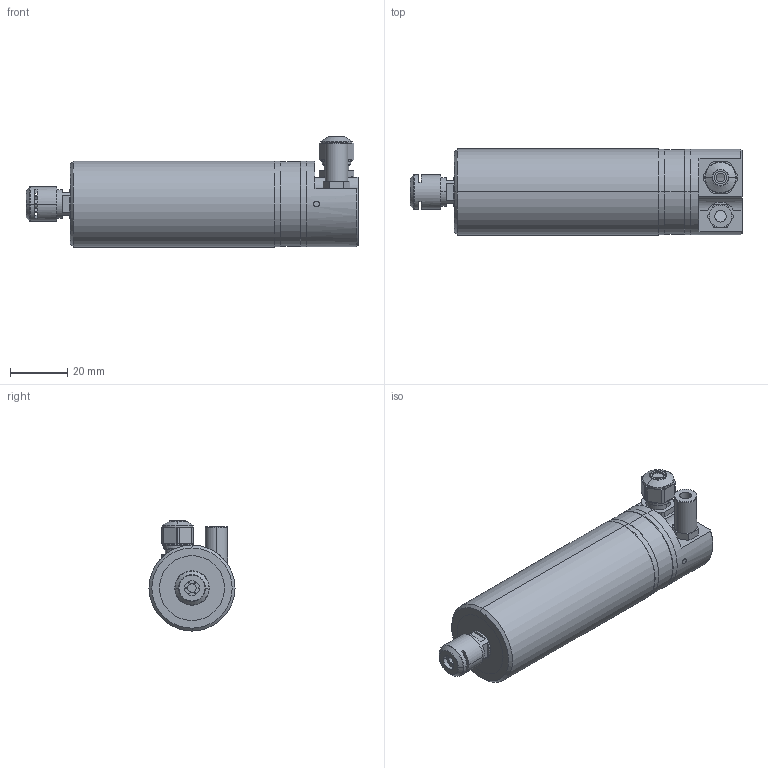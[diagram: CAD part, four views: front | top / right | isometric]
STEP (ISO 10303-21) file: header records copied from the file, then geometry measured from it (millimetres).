
FILE_DESCRIPTION (( 'STEP AP203' ), '1' );
FILE_NAME ('030S120S-00-.STEP', '2012-09-21T05:17:50', ( '' ), ( '' ), 'SwSTEP 2.0', 'SolidWorks 2012', '' );
FILE_SCHEMA (( 'CONFIG_CONTROL_DESIGN' ));
Length unit declared in the file: millimetre
Products named in the file (1): 030S120S-00-
Bounding box: 115.78 x 30 x 38.4 mm (x, y, z)
Surface area: 15347 mm2 (no closed solid volume)
Topology: 0 solids, 16 shells, 181 faces, 589 edges, 418 vertices
Faces by surface type: plane 81, cylinder 67, cone 21, torus 12
Entity records: 6795 total; most frequent: CARTESIAN_POINT 1418, DIRECTION 1201, ORIENTED_EDGE 944, EDGE_CURVE 589, AXIS2_PLACEMENT_3D 465, VERTEX_POINT 418, CIRCLE 283, LINE 271
